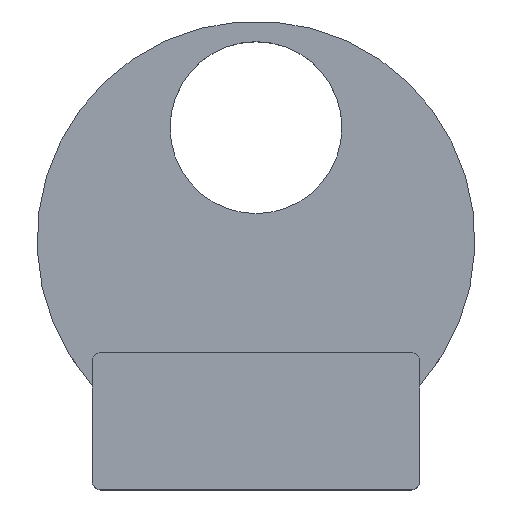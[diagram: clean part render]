
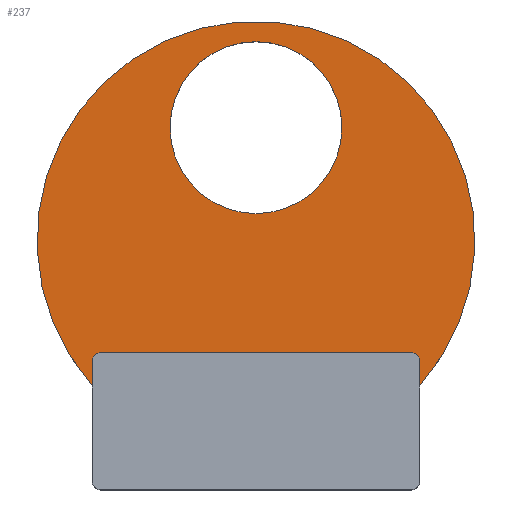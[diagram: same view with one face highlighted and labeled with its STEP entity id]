
A CAD part, top view. The second image highlights one B-rep face of the part: STEP entity #237.
In plain terms, the highlighted planar face has unit normal (0, 0, 1).
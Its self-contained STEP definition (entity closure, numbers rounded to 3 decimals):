
#15=FACE_BOUND('',#42,.T.);
#19=PLANE('',#276);
#28=FACE_OUTER_BOUND('',#41,.T.);
#41=EDGE_LOOP('',(#181,#182,#183,#184,#185,#186));
#42=EDGE_LOOP('',(#187));
#56=LINE('',#384,#77);
#61=LINE('',#398,#82);
#62=LINE('',#400,#83);
#77=VECTOR('',#311,10.);
#82=VECTOR('',#324,10.);
#83=VECTOR('',#325,10.);
#94=CIRCLE('',#267,2.);
#96=CIRCLE('',#270,2.);
#100=CIRCLE('',#277,53.5);
#101=CIRCLE('',#278,21.);
#106=VERTEX_POINT('',#366);
#107=VERTEX_POINT('',#367);
#110=VERTEX_POINT('',#375);
#111=VERTEX_POINT('',#376);
#118=VERTEX_POINT('',#397);
#119=VERTEX_POINT('',#399);
#120=VERTEX_POINT('',#402);
#128=EDGE_CURVE('',#106,#107,#94,.T.);
#132=EDGE_CURVE('',#110,#111,#96,.T.);
#136=EDGE_CURVE('',#111,#106,#56,.T.);
#143=EDGE_CURVE('',#118,#110,#61,.T.);
#144=EDGE_CURVE('',#107,#119,#62,.T.);
#145=EDGE_CURVE('',#119,#118,#100,.T.);
#146=EDGE_CURVE('',#120,#120,#101,.T.);
#181=ORIENTED_EDGE('',*,*,#143,.T.);
#182=ORIENTED_EDGE('',*,*,#132,.T.);
#183=ORIENTED_EDGE('',*,*,#136,.T.);
#184=ORIENTED_EDGE('',*,*,#128,.T.);
#185=ORIENTED_EDGE('',*,*,#144,.T.);
#186=ORIENTED_EDGE('',*,*,#145,.T.);
#187=ORIENTED_EDGE('',*,*,#146,.T.);
#237=ADVANCED_FACE('',(#28,#15),#19,.T.);
#267=AXIS2_PLACEMENT_3D('',#368,#295,#296);
#270=AXIS2_PLACEMENT_3D('',#377,#303,#304);
#276=AXIS2_PLACEMENT_3D('',#396,#322,#323);
#277=AXIS2_PLACEMENT_3D('',#401,#326,#327);
#278=AXIS2_PLACEMENT_3D('',#403,#328,#329);
#295=DIRECTION('center_axis',(0.,0.,-1.));
#296=DIRECTION('ref_axis',(1.,0.,0.));
#303=DIRECTION('center_axis',(0.,0.,-1.));
#304=DIRECTION('ref_axis',(0.,1.,0.));
#311=DIRECTION('',(1.,0.,0.));
#322=DIRECTION('center_axis',(0.,0.,1.));
#323=DIRECTION('ref_axis',(1.,0.,0.));
#324=DIRECTION('',(0.,1.,0.));
#325=DIRECTION('',(0.,-1.,0.));
#326=DIRECTION('center_axis',(0.,0.,1.));
#327=DIRECTION('ref_axis',(1.,0.,0.));
#328=DIRECTION('center_axis',(0.,0.,-1.));
#329=DIRECTION('ref_axis',(-1.,0.,0.));
#366=CARTESIAN_POINT('',(38.,-27.5,20.));
#367=CARTESIAN_POINT('',(40.,-29.5,20.));
#368=CARTESIAN_POINT('Origin',(38.,-29.5,20.));
#375=CARTESIAN_POINT('',(-40.,-29.5,20.));
#376=CARTESIAN_POINT('',(-38.,-27.5,20.));
#377=CARTESIAN_POINT('Origin',(-38.,-29.5,20.));
#384=CARTESIAN_POINT('',(19.,-27.5,20.));
#396=CARTESIAN_POINT('Origin',(0.,-3.75,20.));
#397=CARTESIAN_POINT('',(-40.,-35.528,20.));
#398=CARTESIAN_POINT('',(-40.,-16.625,20.));
#399=CARTESIAN_POINT('',(40.,-35.528,20.));
#400=CARTESIAN_POINT('',(40.,-31.375,20.));
#401=CARTESIAN_POINT('Origin',(0.,0.,20.));
#402=CARTESIAN_POINT('',(21.,27.5,20.));
#403=CARTESIAN_POINT('Origin',(0.,27.5,20.));
